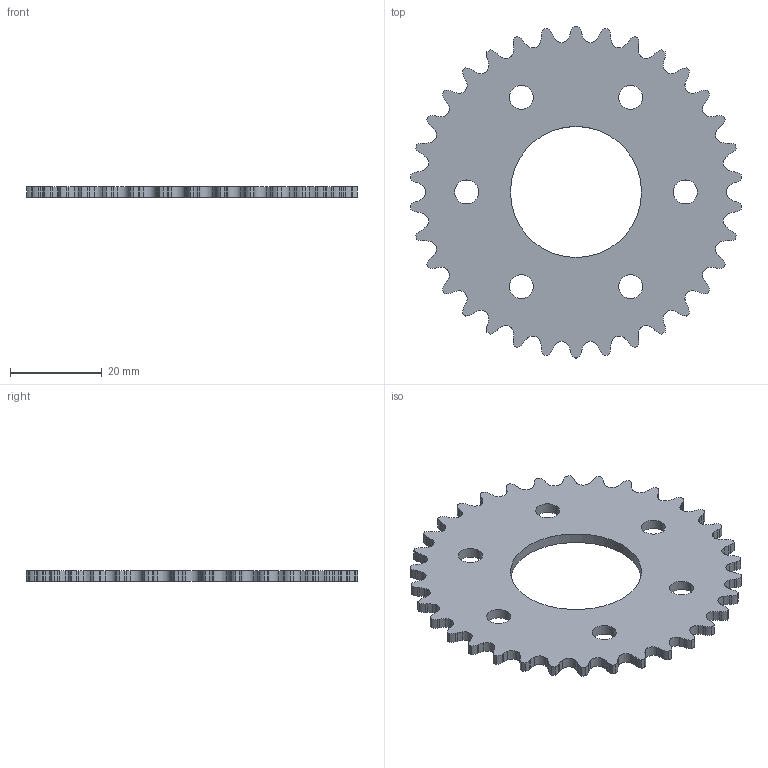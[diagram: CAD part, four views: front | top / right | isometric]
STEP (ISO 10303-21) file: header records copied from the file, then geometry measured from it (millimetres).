
FILE_DESCRIPTION (( 'STEP AP214' ), '1' );
FILE_NAME ('am-0509 S25-34L sprocket.STEP', '2015-10-05T14:51:36', ( '' ), ( '' ), 'SwSTEP 2.0', 'SolidWorks 2014', '' );
FILE_SCHEMA (( 'AUTOMOTIVE_DESIGN' ));
Length unit declared in the file: inch
Products named in the file (1): am-0509 S25-34L sprocket
Bounding box: 72.1 x 72.34 x 2.29 mm (x, y, z)
Volume: 6649.3 mm3; surface area: 7043.9 mm2
Topology: 1 solids, 1 shells, 307 faces, 915 edges, 610 vertices
Faces by surface type: cylinder 237, plane 70
Entity records: 10631 total; most frequent: DIRECTION 2005, CARTESIAN_POINT 1833, ORIENTED_EDGE 1830, EDGE_CURVE 915, AXIS2_PLACEMENT_3D 782, VERTEX_POINT 610, CIRCLE 474, VECTOR 441
